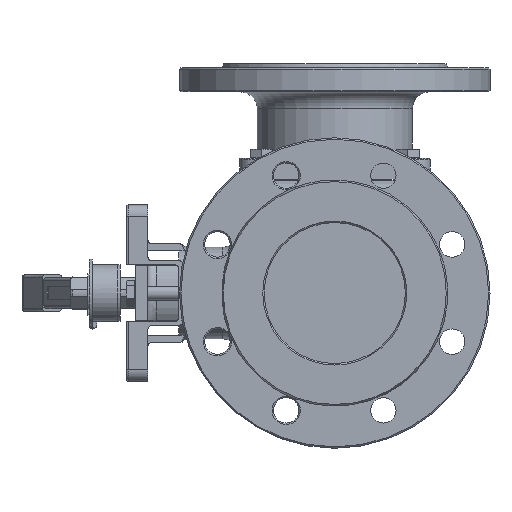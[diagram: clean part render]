
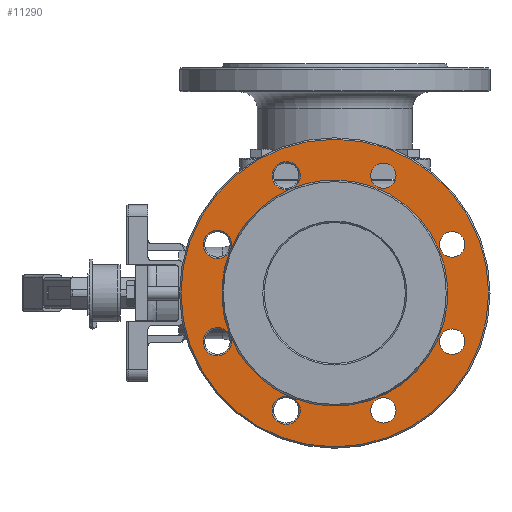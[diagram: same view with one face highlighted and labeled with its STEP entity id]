
A CAD part, left-side view. The second image highlights one B-rep face of the part: STEP entity #11290.
In plain terms, the highlighted planar face has unit normal (-1, 0, 0).
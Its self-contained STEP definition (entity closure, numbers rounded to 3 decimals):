
#361=FACE_BOUND('',#3465,.T.);
#362=FACE_BOUND('',#3466,.T.);
#363=FACE_BOUND('',#3467,.T.);
#364=FACE_BOUND('',#3468,.T.);
#365=FACE_BOUND('',#3469,.T.);
#2765=FACE_OUTER_BOUND('',#3464,.T.);
#3464=EDGE_LOOP('',(#8433));
#3465=EDGE_LOOP('',(#8434,#8435,#8436,#8437,#8438,#8439,#8440,#8441,#8442,
#8443,#8444,#8445,#8446));
#3466=EDGE_LOOP('',(#8447));
#3467=EDGE_LOOP('',(#8448));
#3468=EDGE_LOOP('',(#8449));
#3469=EDGE_LOOP('',(#8450));
#4144=CIRCLE('',#12338,9.);
#4145=CIRCLE('',#12340,9.);
#4146=CIRCLE('',#12342,9.);
#4147=CIRCLE('',#12344,9.);
#4148=CIRCLE('',#12346,80.092);
#4149=CIRCLE('',#12347,80.092);
#4150=CIRCLE('',#12348,80.092);
#4151=CIRCLE('',#12349,80.092);
#4153=CIRCLE('',#12351,80.092);
#4155=CIRCLE('',#12355,10.);
#4156=CIRCLE('',#12356,10.);
#4158=CIRCLE('',#12360,10.);
#4159=CIRCLE('',#12361,10.);
#4163=CIRCLE('',#12370,10.);
#4164=CIRCLE('',#12371,10.);
#4166=CIRCLE('',#12375,10.);
#4167=CIRCLE('',#12376,10.);
#4168=CIRCLE('',#12378,109.);
#4893=VERTEX_POINT('',#18633);
#4894=VERTEX_POINT('',#18637);
#4895=VERTEX_POINT('',#18641);
#4896=VERTEX_POINT('',#18645);
#4897=VERTEX_POINT('',#18649);
#4898=VERTEX_POINT('',#18650);
#4899=VERTEX_POINT('',#18652);
#4900=VERTEX_POINT('',#18659);
#4901=VERTEX_POINT('',#18661);
#4902=VERTEX_POINT('',#18668);
#4903=VERTEX_POINT('',#18670);
#4904=VERTEX_POINT('',#18677);
#4906=VERTEX_POINT('',#18682);
#4908=VERTEX_POINT('',#18695);
#4910=VERTEX_POINT('',#18704);
#4914=VERTEX_POINT('',#18722);
#4916=VERTEX_POINT('',#18731);
#4917=VERTEX_POINT('',#18736);
#6158=EDGE_CURVE('',#4893,#4893,#4144,.T.);
#6160=EDGE_CURVE('',#4894,#4894,#4145,.T.);
#6162=EDGE_CURVE('',#4895,#4895,#4146,.T.);
#6164=EDGE_CURVE('',#4896,#4896,#4147,.T.);
#6166=EDGE_CURVE('',#4897,#4898,#4148,.T.);
#6168=EDGE_CURVE('',#4899,#4900,#4149,.T.);
#6170=EDGE_CURVE('',#4901,#4902,#4150,.T.);
#6172=EDGE_CURVE('',#4903,#4904,#4151,.T.);
#6175=EDGE_CURVE('',#4904,#4906,#4153,.T.);
#6179=EDGE_CURVE('',#4906,#4908,#4155,.T.);
#6181=EDGE_CURVE('',#4908,#4897,#4156,.T.);
#6184=EDGE_CURVE('',#4898,#4910,#4158,.T.);
#6186=EDGE_CURVE('',#4910,#4899,#4159,.T.);
#6193=EDGE_CURVE('',#4900,#4914,#4163,.T.);
#6195=EDGE_CURVE('',#4914,#4901,#4164,.T.);
#6198=EDGE_CURVE('',#4902,#4916,#4166,.T.);
#6200=EDGE_CURVE('',#4916,#4903,#4167,.T.);
#6201=EDGE_CURVE('',#4917,#4917,#4168,.T.);
#8433=ORIENTED_EDGE('',*,*,#6201,.F.);
#8434=ORIENTED_EDGE('',*,*,#6198,.F.);
#8435=ORIENTED_EDGE('',*,*,#6170,.F.);
#8436=ORIENTED_EDGE('',*,*,#6195,.F.);
#8437=ORIENTED_EDGE('',*,*,#6193,.F.);
#8438=ORIENTED_EDGE('',*,*,#6168,.F.);
#8439=ORIENTED_EDGE('',*,*,#6186,.F.);
#8440=ORIENTED_EDGE('',*,*,#6184,.F.);
#8441=ORIENTED_EDGE('',*,*,#6166,.F.);
#8442=ORIENTED_EDGE('',*,*,#6181,.F.);
#8443=ORIENTED_EDGE('',*,*,#6179,.F.);
#8444=ORIENTED_EDGE('',*,*,#6175,.F.);
#8445=ORIENTED_EDGE('',*,*,#6172,.F.);
#8446=ORIENTED_EDGE('',*,*,#6200,.F.);
#8447=ORIENTED_EDGE('',*,*,#6158,.T.);
#8448=ORIENTED_EDGE('',*,*,#6160,.T.);
#8449=ORIENTED_EDGE('',*,*,#6162,.T.);
#8450=ORIENTED_EDGE('',*,*,#6164,.T.);
#10270=PLANE('',#12377);
#11290=ADVANCED_FACE('',(#2765,#361,#362,#363,#364,#365),#10270,.T.);
#12338=AXIS2_PLACEMENT_3D('',#18634,#14403,#14404);
#12340=AXIS2_PLACEMENT_3D('',#18638,#14408,#14409);
#12342=AXIS2_PLACEMENT_3D('',#18642,#14413,#14414);
#12344=AXIS2_PLACEMENT_3D('',#18646,#14418,#14419);
#12346=AXIS2_PLACEMENT_3D('',#18651,#14423,#14424);
#12347=AXIS2_PLACEMENT_3D('',#18660,#14425,#14426);
#12348=AXIS2_PLACEMENT_3D('',#18669,#14427,#14428);
#12349=AXIS2_PLACEMENT_3D('',#18678,#14429,#14430);
#12351=AXIS2_PLACEMENT_3D('',#18683,#14434,#14435);
#12355=AXIS2_PLACEMENT_3D('',#18696,#14443,#14444);
#12356=AXIS2_PLACEMENT_3D('',#18698,#14446,#14447);
#12360=AXIS2_PLACEMENT_3D('',#18705,#14455,#14456);
#12361=AXIS2_PLACEMENT_3D('',#18707,#14458,#14459);
#12370=AXIS2_PLACEMENT_3D('',#18723,#14479,#14480);
#12371=AXIS2_PLACEMENT_3D('',#18725,#14482,#14483);
#12375=AXIS2_PLACEMENT_3D('',#18732,#14491,#14492);
#12376=AXIS2_PLACEMENT_3D('',#18734,#14494,#14495);
#12377=AXIS2_PLACEMENT_3D('',#18735,#14496,#14497);
#12378=AXIS2_PLACEMENT_3D('',#18737,#14498,#14499);
#14403=DIRECTION('center_axis',(1.,0.,0.));
#14404=DIRECTION('ref_axis',(0.,0.,-1.));
#14408=DIRECTION('center_axis',(1.,0.,0.));
#14409=DIRECTION('ref_axis',(0.,0.,-1.));
#14413=DIRECTION('center_axis',(1.,0.,0.));
#14414=DIRECTION('ref_axis',(0.,0.,-1.));
#14418=DIRECTION('center_axis',(1.,0.,0.));
#14419=DIRECTION('ref_axis',(0.,0.,-1.));
#14423=DIRECTION('center_axis',(-1.,0.,0.));
#14424=DIRECTION('ref_axis',(0.,0.,-1.));
#14425=DIRECTION('center_axis',(-1.,0.,0.));
#14426=DIRECTION('ref_axis',(0.,0.,-1.));
#14427=DIRECTION('center_axis',(-1.,0.,0.));
#14428=DIRECTION('ref_axis',(0.,0.,-1.));
#14429=DIRECTION('center_axis',(-1.,0.,0.));
#14430=DIRECTION('ref_axis',(0.,0.,-1.));
#14434=DIRECTION('center_axis',(-1.,0.,0.));
#14435=DIRECTION('ref_axis',(0.,0.,-1.));
#14443=DIRECTION('center_axis',(-1.,0.,0.));
#14444=DIRECTION('ref_axis',(0.,0.,-1.));
#14446=DIRECTION('center_axis',(-1.,0.,0.));
#14447=DIRECTION('ref_axis',(0.,0.,-1.));
#14455=DIRECTION('center_axis',(-1.,0.,0.));
#14456=DIRECTION('ref_axis',(0.,0.,-1.));
#14458=DIRECTION('center_axis',(-1.,0.,0.));
#14459=DIRECTION('ref_axis',(0.,0.,-1.));
#14479=DIRECTION('center_axis',(-1.,0.,0.));
#14480=DIRECTION('ref_axis',(0.,0.,-1.));
#14482=DIRECTION('center_axis',(-1.,0.,0.));
#14483=DIRECTION('ref_axis',(0.,0.,-1.));
#14491=DIRECTION('center_axis',(-1.,0.,0.));
#14492=DIRECTION('ref_axis',(0.,0.,-1.));
#14494=DIRECTION('center_axis',(-1.,0.,0.));
#14495=DIRECTION('ref_axis',(0.,0.,-1.));
#14496=DIRECTION('center_axis',(-1.,0.,0.));
#14497=DIRECTION('ref_axis',(0.,0.,1.));
#14498=DIRECTION('center_axis',(1.,0.,0.));
#14499=DIRECTION('ref_axis',(0.,0.,-1.));
#18633=CARTESIAN_POINT('',(-159.5,-34.442,92.149));
#18634=CARTESIAN_POINT('Origin',(-159.5,-34.442,83.149));
#18637=CARTESIAN_POINT('',(-159.5,-34.442,-74.149));
#18638=CARTESIAN_POINT('Origin',(-159.5,-34.442,-83.149));
#18641=CARTESIAN_POINT('',(-159.5,-83.149,-25.442));
#18642=CARTESIAN_POINT('Origin',(-159.5,-83.149,-34.442));
#18645=CARTESIAN_POINT('',(-159.5,-83.149,43.442));
#18646=CARTESIAN_POINT('Origin',(-159.5,-83.149,34.442));
#18649=CARTESIAN_POINT('',(-159.5,31.825,73.498));
#18650=CARTESIAN_POINT('',(-159.5,73.498,31.825));
#18651=CARTESIAN_POINT('Origin',(-159.5,0.,0.));
#18652=CARTESIAN_POINT('',(-159.5,74.474,29.467));
#18659=CARTESIAN_POINT('',(-159.5,74.474,-29.467));
#18660=CARTESIAN_POINT('Origin',(-159.5,0.,0.));
#18661=CARTESIAN_POINT('',(-159.5,73.498,-31.825));
#18668=CARTESIAN_POINT('',(-159.5,31.825,-73.498));
#18669=CARTESIAN_POINT('Origin',(-159.5,0.,0.));
#18670=CARTESIAN_POINT('',(-159.5,29.467,-74.474));
#18677=CARTESIAN_POINT('',(-159.5,0.,80.092));
#18678=CARTESIAN_POINT('Origin',(-159.5,0.,0.));
#18682=CARTESIAN_POINT('',(-159.5,29.467,74.474));
#18683=CARTESIAN_POINT('Origin',(-159.5,0.,0.));
#18695=CARTESIAN_POINT('',(-159.5,34.442,93.149));
#18696=CARTESIAN_POINT('Origin',(-159.5,34.442,83.149));
#18698=CARTESIAN_POINT('Origin',(-159.5,34.442,83.149));
#18704=CARTESIAN_POINT('',(-159.5,83.149,44.442));
#18705=CARTESIAN_POINT('Origin',(-159.5,83.149,34.442));
#18707=CARTESIAN_POINT('Origin',(-159.5,83.149,34.442));
#18722=CARTESIAN_POINT('',(-159.5,83.149,-24.442));
#18723=CARTESIAN_POINT('Origin',(-159.5,83.149,-34.442));
#18725=CARTESIAN_POINT('Origin',(-159.5,83.149,-34.442));
#18731=CARTESIAN_POINT('',(-159.5,34.442,-73.149));
#18732=CARTESIAN_POINT('Origin',(-159.5,34.442,-83.149));
#18734=CARTESIAN_POINT('Origin',(-159.5,34.442,-83.149));
#18735=CARTESIAN_POINT('Origin',(-159.5,0.,0.));
#18736=CARTESIAN_POINT('',(-159.5,0.,109.));
#18737=CARTESIAN_POINT('Origin',(-159.5,0.,0.));
